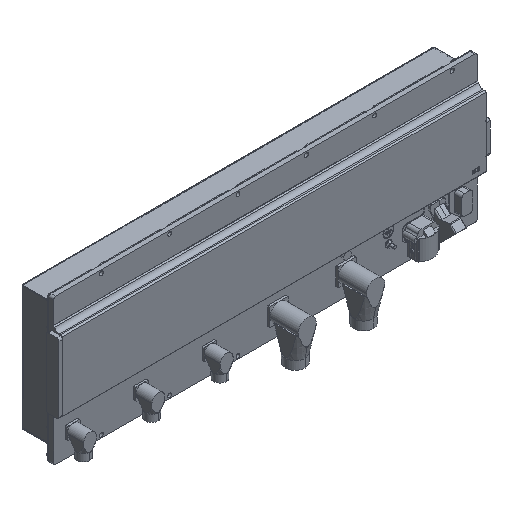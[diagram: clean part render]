
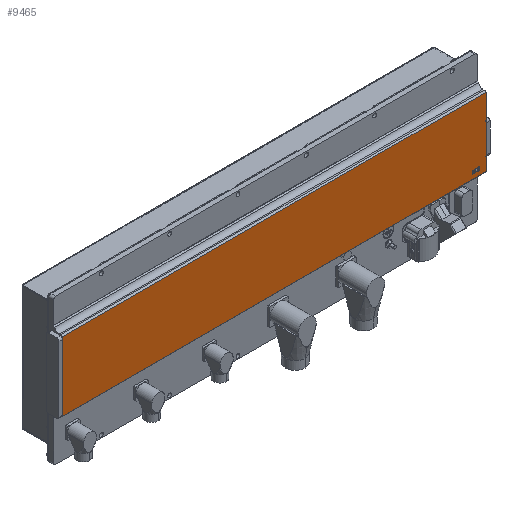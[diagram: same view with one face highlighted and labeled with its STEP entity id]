
A CAD part, isometric view. The second image highlights one B-rep face of the part: STEP entity #9465.
In plain terms, the highlighted face is planar.
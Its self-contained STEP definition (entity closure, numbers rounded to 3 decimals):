
#475 = CARTESIAN_POINT ( 'NONE',  ( 0., 218., -1.1 ) ) ;
#710 = EDGE_CURVE ( 'NONE', #17970, #9543, #19684, .T. ) ;
#779 = ORIENTED_EDGE ( 'NONE', *, *, #710, .T. ) ;
#827 = DIRECTION ( 'NONE',  ( 0., 1., 0. ) ) ;
#1924 = DIRECTION ( 'NONE',  ( 1., 0., 0. ) ) ;
#2946 = ORIENTED_EDGE ( 'NONE', *, *, #4895, .F. ) ;
#3589 = CARTESIAN_POINT ( 'NONE',  ( 930., 64.871, -1.1 ) ) ;
#4008 = ORIENTED_EDGE ( 'NONE', *, *, #5351, .T. ) ;
#4895 = EDGE_CURVE ( 'NONE', #24066, #5667, #27796, .T. ) ;
#5119 = CARTESIAN_POINT ( 'NONE',  ( 0., 218., -1.1 ) ) ;
#5141 = ORIENTED_EDGE ( 'NONE', *, *, #11300, .T. ) ;
#5318 = DIRECTION ( 'NONE',  ( 0., 1., 0. ) ) ;
#5351 = EDGE_CURVE ( 'NONE', #28157, #9881, #27227, .T. ) ;
#5566 = CARTESIAN_POINT ( 'NONE',  ( 930., 215.179, -1.1 ) ) ;
#5667 = VERTEX_POINT ( 'NONE', #27302 ) ;
#5861 = CARTESIAN_POINT ( 'NONE',  ( 0., 0., -1.1 ) ) ;
#5975 = EDGE_LOOP ( 'NONE', ( #25744, #9475, #4008, #9554, #5141, #779, #21073, #2946 ) ) ;
#7169 = EDGE_CURVE ( 'NONE', #12523, #28157, #17429, .T. ) ;
#7810 = DIRECTION ( 'NONE',  ( 0., -1., 0. ) ) ;
#8623 = VERTEX_POINT ( 'NONE', #16061 ) ;
#9465 = ADVANCED_FACE ( 'NONE', ( #10497 ), #27762, .T. ) ;
#9475 = ORIENTED_EDGE ( 'NONE', *, *, #7169, .T. ) ;
#9543 = VERTEX_POINT ( 'NONE', #11608 ) ;
#9554 = ORIENTED_EDGE ( 'NONE', *, *, #30860, .F. ) ;
#9881 = VERTEX_POINT ( 'NONE', #11342 ) ;
#10497 = FACE_OUTER_BOUND ( 'NONE', #5975, .T. ) ;
#11057 = VECTOR ( 'NONE', #5318, 1000. ) ;
#11300 = EDGE_CURVE ( 'NONE', #8623, #17970, #22507, .T. ) ;
#11342 = CARTESIAN_POINT ( 'NONE',  ( 930., 216.129, -1.1 ) ) ;
#11608 = CARTESIAN_POINT ( 'NONE',  ( 0., 121.321, -1.1 ) ) ;
#12109 = CARTESIAN_POINT ( 'NONE',  ( 0., 186.679, -1.1 ) ) ;
#12523 = VERTEX_POINT ( 'NONE', #21667 ) ;
#12772 = VECTOR ( 'NONE', #7810, 1000. ) ;
#13228 = DIRECTION ( 'NONE',  ( 0., 0., 1. ) ) ;
#13325 = VECTOR ( 'NONE', #29716, 1000. ) ;
#14249 = DIRECTION ( 'NONE',  ( 0., -1., 0. ) ) ;
#14865 = EDGE_CURVE ( 'NONE', #9543, #5667, #21593, .T. ) ;
#15616 = VECTOR ( 'NONE', #25589, 1000. ) ;
#16061 = CARTESIAN_POINT ( 'NONE',  ( 0., 216.129, -1.1 ) ) ;
#16544 = DIRECTION ( 'NONE',  ( 0., 1., 0. ) ) ;
#16746 = AXIS2_PLACEMENT_3D ( 'NONE', #5861, #13228, #16544 ) ;
#16764 = VECTOR ( 'NONE', #27217, 1000. ) ;
#17429 = LINE ( 'NONE', #29733, #28402 ) ;
#17970 = VERTEX_POINT ( 'NONE', #12109 ) ;
#19684 = LINE ( 'NONE', #24670, #16764 ) ;
#19965 = CARTESIAN_POINT ( 'NONE',  ( 930., 218., -1.1 ) ) ;
#20969 = VECTOR ( 'NONE', #1924, 1000. ) ;
#21070 = CARTESIAN_POINT ( 'NONE',  ( 1100., 216.129, -1.1 ) ) ;
#21073 = ORIENTED_EDGE ( 'NONE', *, *, #14865, .T. ) ;
#21449 = VECTOR ( 'NONE', #14249, 1000. ) ;
#21593 = LINE ( 'NONE', #5119, #21449 ) ;
#21667 = CARTESIAN_POINT ( 'NONE',  ( 930., 67.821, -1.1 ) ) ;
#22347 = LINE ( 'NONE', #19965, #13325 ) ;
#22507 = LINE ( 'NONE', #475, #12772 ) ;
#22935 = EDGE_CURVE ( 'NONE', #24066, #12523, #22347, .T. ) ;
#24066 = VERTEX_POINT ( 'NONE', #3589 ) ;
#24670 = CARTESIAN_POINT ( 'NONE',  ( 0., 118.5, -1.1 ) ) ;
#25171 = CARTESIAN_POINT ( 'NONE',  ( 930., 218., -1.1 ) ) ;
#25589 = DIRECTION ( 'NONE',  ( -1., 0., 0. ) ) ;
#25744 = ORIENTED_EDGE ( 'NONE', *, *, #22935, .T. ) ;
#27217 = DIRECTION ( 'NONE',  ( 0., -1., 0. ) ) ;
#27227 = LINE ( 'NONE', #25171, #11057 ) ;
#27302 = CARTESIAN_POINT ( 'NONE',  ( 0., 64.871, -1.1 ) ) ;
#27762 = PLANE ( 'NONE',  #16746 ) ;
#27796 = LINE ( 'NONE', #31123, #15616 ) ;
#28157 = VERTEX_POINT ( 'NONE', #5566 ) ;
#28402 = VECTOR ( 'NONE', #827, 1000. ) ;
#29716 = DIRECTION ( 'NONE',  ( 0., 1., 0. ) ) ;
#29733 = CARTESIAN_POINT ( 'NONE',  ( 930., 218., -1.1 ) ) ;
#30860 = EDGE_CURVE ( 'NONE', #8623, #9881, #31446, .T. ) ;
#31123 = CARTESIAN_POINT ( 'NONE',  ( 1100., 64.871, -1.1 ) ) ;
#31446 = LINE ( 'NONE', #21070, #20969 ) ;
